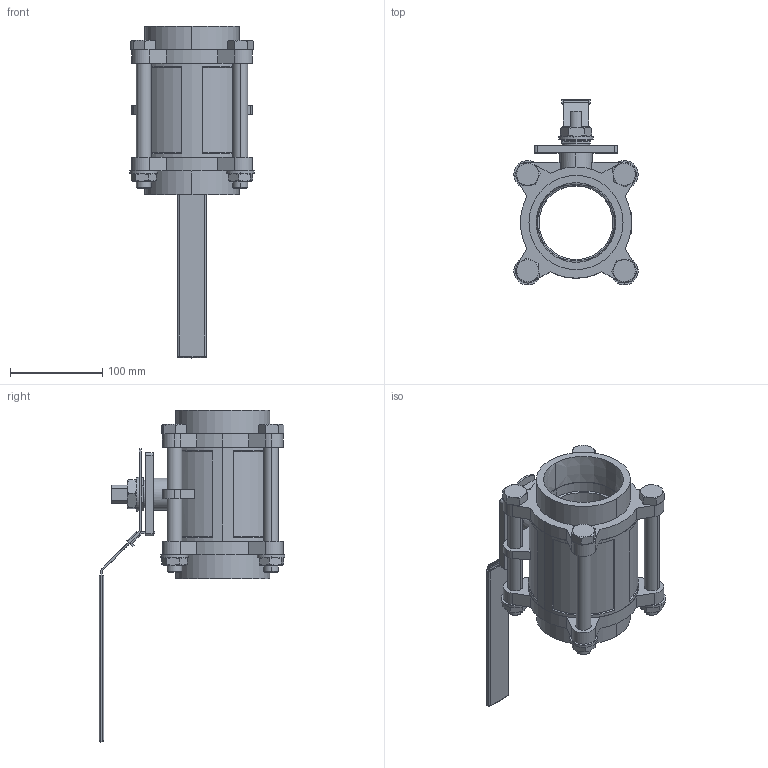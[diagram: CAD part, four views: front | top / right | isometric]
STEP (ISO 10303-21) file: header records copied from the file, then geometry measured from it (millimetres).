
FILE_DESCRIPTION (( 'STEP AP203' ), '1' );
FILE_NAME ('V-105MT-PN40_DN80.STEP', '2019-11-15T08:39:07', ( '' ), ( '' ), 'SwSTEP 2.0', 'SolidWorks 2012', '' );
FILE_SCHEMA (( 'CONFIG_CONTROL_DESIGN' ));
Length unit declared in the file: millimetre
Products named in the file (8): V-105MT-PN40_DN80; ISO 4015 - M16 x 150 x 44-C_ISO 4015 - M16 x 150 x 44-C; Hexagon Thin Nut ISO 4035 - M20 - N_Hexagon Thin Nut ISO 4035 - M20 - N; Washer ISO 7091 - 20_Washer ISO 7091 - 20; Hexagon Thin Nut ISO - 4035 - M16 - N_Hexagon Thin Nut ISO - 4035 - M16 - N; Washer ISO 7089 - 16_Washer ISO 7089 - 16; V-105M-HANDLE_265L-1; V-105MT-PN40-BODY_DN80
Assembly tree (16 placements, depth 2):
  V-105MT-PN40_DN80
    V-105MT-PN40-BODY_DN80
    V-105M-HANDLE_265L-1
    Washer ISO 7089 - 16_Washer ISO 7089 - 16  x4
    Hexagon Thin Nut ISO - 4035 - M16 - N_Hexagon Thin Nut ISO - 4035 - M16 - N  x4
    Washer ISO 7091 - 20_Washer ISO 7091 - 20
    Hexagon Thin Nut ISO 4035 - M20 - N_Hexagon Thin Nut ISO 4035 - M20 - N
    ISO 4015 - M16 x 150 x 44-C_ISO 4015 - M16 x 150 x 44-C  x4
Bounding box: 134.65 x 201.33 x 359.81 mm (x, y, z)
Volume: 1272546 mm3; surface area: 249093.4 mm2
Topology: 16 solids, 17 shells, 648 faces, 1583 edges, 1008 vertices
Faces by surface type: plane 300, cylinder 156, cone 130, bspline 59, torus 3
Entity records: 19938 total; most frequent: CARTESIAN_POINT 7201, ORIENTED_EDGE 2494, DIRECTION 2246, EDGE_CURVE 1247, VERTEX_POINT 810, AXIS2_PLACEMENT_3D 765, VECTOR 716, LINE 716
